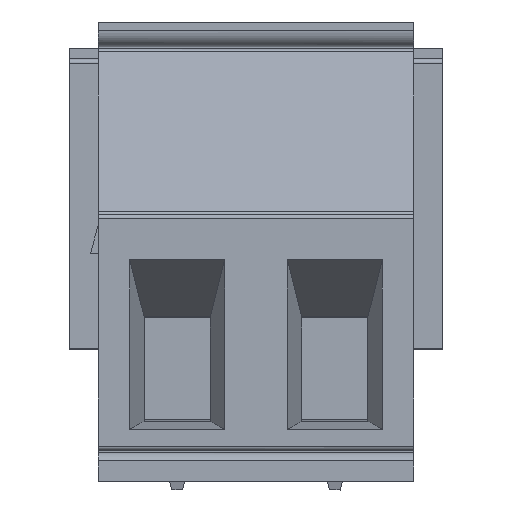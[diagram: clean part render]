
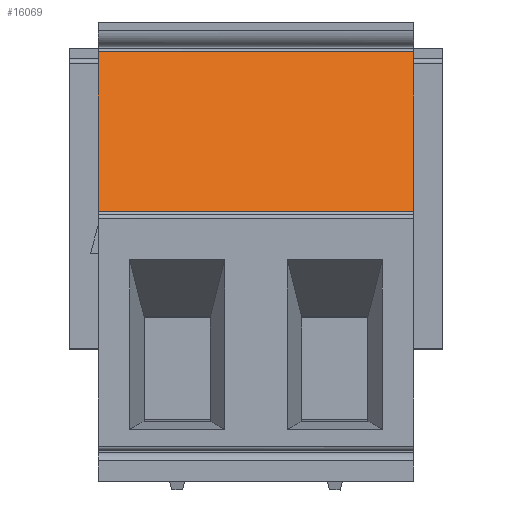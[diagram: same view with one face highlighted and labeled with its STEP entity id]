
A CAD part, top view. The second image highlights one B-rep face of the part: STEP entity #16069.
In plain terms, the highlighted free-form (B-spline) face has degree [1, 1] with [2, 2] control points.
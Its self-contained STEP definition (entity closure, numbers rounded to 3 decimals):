
#15240 = B_SPLINE_SURFACE_WITH_KNOTS('',1,1,(
    (#15241,#15242)
    ,(#15243,#15244
  )),.UNSPECIFIED.,.F.,.F.,.F.,(2,2),(2,2),(-8.95,-1.),(0.,11.1),
  .PIECEWISE_BEZIER_KNOTS.);
#15241 = CARTESIAN_POINT('',(10.909,-4.225,17.187));
#15242 = CARTESIAN_POINT('',(10.909,10.339,17.187));
#15243 = CARTESIAN_POINT('',(10.909,-4.225,6.757));
#15244 = CARTESIAN_POINT('',(10.909,10.339,6.757));
#15438 = VERTEX_POINT('',#15439);
#15439 = CARTESIAN_POINT('',(10.909,9.394,15.051));
#15453 = ( BOUNDED_SURFACE() B_SPLINE_SURFACE(2,1,(
    (#15454,#15455)
    ,(#15456,#15457)
    ,(#15458,#15459
)),.UNSPECIFIED.,.F.,.F.,.F.) B_SPLINE_SURFACE_WITH_KNOTS((3,3),(2,2),(
    1.571,2.839),(0.,7.62),
.PIECEWISE_BEZIER_KNOTS.) GEOMETRIC_REPRESENTATION_ITEM() 
RATIONAL_B_SPLINE_SURFACE((
    (1.,1.)
    ,(0.806,0.806)
,(1.,1.))) REPRESENTATION_ITEM('') SURFACE() );
#15454 = CARTESIAN_POINT('',(0.912,9.486,14.926));
#15455 = CARTESIAN_POINT('',(10.909,9.486,14.926));
#15456 = CARTESIAN_POINT('',(0.912,9.486,15.022));
#15457 = CARTESIAN_POINT('',(10.909,9.486,15.022));
#15458 = CARTESIAN_POINT('',(0.912,9.394,15.051));
#15459 = CARTESIAN_POINT('',(10.909,9.394,15.051));
#15467 = EDGE_CURVE('',#15438,#15468,#15470,.T.);
#15468 = VERTEX_POINT('',#15469);
#15469 = CARTESIAN_POINT('',(10.909,4.33,16.634));
#15470 = SURFACE_CURVE('',#15471,(#15474,#15480),.PCURVE_S1.);
#15471 = B_SPLINE_CURVE_WITH_KNOTS('',1,(#15472,#15473),.UNSPECIFIED.,
  .F.,.F.,(2,2),(0.,4.044),
  .PIECEWISE_BEZIER_KNOTS.);
#15472 = CARTESIAN_POINT('',(10.909,9.394,15.051));
#15473 = CARTESIAN_POINT('',(10.909,4.33,16.634));
#15474 = PCURVE('',#15240,#15475);
#15475 = DEFINITIONAL_REPRESENTATION('',(#15476),#15479);
#15476 = B_SPLINE_CURVE_WITH_KNOTS('',1,(#15477,#15478),.UNSPECIFIED.,
  .F.,.F.,(2,2),(0.,4.044),
  .PIECEWISE_BEZIER_KNOTS.);
#15477 = CARTESIAN_POINT('',(-7.322,10.38));
#15478 = CARTESIAN_POINT('',(-8.528,6.52));
#15479 = ( GEOMETRIC_REPRESENTATION_CONTEXT(2) 
PARAMETRIC_REPRESENTATION_CONTEXT() REPRESENTATION_CONTEXT('2D SPACE',''
  ) );
#15480 = PCURVE('',#15481,#15486);
#15481 = B_SPLINE_SURFACE_WITH_KNOTS('',1,1,(
    (#15482,#15483)
    ,(#15484,#15485
    )),.UNSPECIFIED.,.F.,.F.,.F.,(2,2),(2,2),(-2.022,
    2.022),(0.,7.62),
  .PIECEWISE_BEZIER_KNOTS.);
#15482 = CARTESIAN_POINT('',(0.912,9.394,15.051));
#15483 = CARTESIAN_POINT('',(10.909,9.394,15.051));
#15484 = CARTESIAN_POINT('',(0.912,4.33,16.634));
#15485 = CARTESIAN_POINT('',(10.909,4.33,16.634));
#15486 = DEFINITIONAL_REPRESENTATION('',(#15487),#15490);
#15487 = B_SPLINE_CURVE_WITH_KNOTS('',1,(#15488,#15489),.UNSPECIFIED.,
  .F.,.F.,(2,2),(0.,4.044),
  .PIECEWISE_BEZIER_KNOTS.);
#15488 = CARTESIAN_POINT('',(-2.022,7.62));
#15489 = CARTESIAN_POINT('',(2.022,7.62));
#15490 = ( GEOMETRIC_REPRESENTATION_CONTEXT(2) 
PARAMETRIC_REPRESENTATION_CONTEXT() REPRESENTATION_CONTEXT('2D SPACE',''
  ) );
#15508 = ( BOUNDED_SURFACE() B_SPLINE_SURFACE(2,1,(
    (#15509,#15510)
    ,(#15511,#15512)
    ,(#15513,#15514
)),.UNSPECIFIED.,.F.,.F.,.F.) B_SPLINE_SURFACE_WITH_KNOTS((3,3),(2,2),(
    4.712,5.98),(0.,7.62),
.PIECEWISE_BEZIER_KNOTS.) GEOMETRIC_REPRESENTATION_ITEM() 
RATIONAL_B_SPLINE_SURFACE((
    (1.,1.)
    ,(0.806,0.806)
,(1.,1.))) REPRESENTATION_ITEM('') SURFACE() );
#15509 = CARTESIAN_POINT('',(0.912,4.238,16.759));
#15510 = CARTESIAN_POINT('',(10.909,4.238,16.759));
#15511 = CARTESIAN_POINT('',(0.912,4.238,16.662));
#15512 = CARTESIAN_POINT('',(10.909,4.238,16.662));
#15513 = CARTESIAN_POINT('',(0.912,4.33,16.634));
#15514 = CARTESIAN_POINT('',(10.909,4.33,16.634));
#15772 = B_SPLINE_SURFACE_WITH_KNOTS('',1,1,(
    (#15773,#15774)
    ,(#15775,#15776
    )),.UNSPECIFIED.,.F.,.F.,.F.,(2,2),(2,2),(-7.269,
    0.681),(-5.675,5.425),
  .PIECEWISE_BEZIER_KNOTS.);
#15773 = CARTESIAN_POINT('',(0.912,-4.225,17.187));
#15774 = CARTESIAN_POINT('',(0.912,10.339,17.187));
#15775 = CARTESIAN_POINT('',(0.912,-4.225,6.757));
#15776 = CARTESIAN_POINT('',(0.912,10.339,6.757));
#16069 = ADVANCED_FACE('',(#16070),#15481,.T.);
#16070 = FACE_BOUND('',#16071,.T.);
#16071 = EDGE_LOOP('',(#16072,#16093,#16113,#16132));
#16072 = ORIENTED_EDGE('',*,*,#16073,.T.);
#16073 = EDGE_CURVE('',#15438,#16074,#16076,.T.);
#16074 = VERTEX_POINT('',#16075);
#16075 = CARTESIAN_POINT('',(0.912,9.394,15.051));
#16076 = SURFACE_CURVE('',#16077,(#16080,#16086),.PCURVE_S1.);
#16077 = B_SPLINE_CURVE_WITH_KNOTS('',1,(#16078,#16079),.UNSPECIFIED.,
  .F.,.F.,(2,2),(-7.62,0.),.PIECEWISE_BEZIER_KNOTS.);
#16078 = CARTESIAN_POINT('',(10.909,9.394,15.051));
#16079 = CARTESIAN_POINT('',(0.912,9.394,15.051));
#16080 = PCURVE('',#15481,#16081);
#16081 = DEFINITIONAL_REPRESENTATION('',(#16082),#16085);
#16082 = B_SPLINE_CURVE_WITH_KNOTS('',1,(#16083,#16084),.UNSPECIFIED.,
  .F.,.F.,(2,2),(-7.62,0.),.PIECEWISE_BEZIER_KNOTS.);
#16083 = CARTESIAN_POINT('',(-2.022,7.62));
#16084 = CARTESIAN_POINT('',(-2.022,0.));
#16085 = ( GEOMETRIC_REPRESENTATION_CONTEXT(2) 
PARAMETRIC_REPRESENTATION_CONTEXT() REPRESENTATION_CONTEXT('2D SPACE',''
  ) );
#16086 = PCURVE('',#15453,#16087);
#16087 = DEFINITIONAL_REPRESENTATION('',(#16088),#16092);
#16088 = B_SPLINE_CURVE_WITH_KNOTS('',2,(#16089,#16090,#16091),
  .UNSPECIFIED.,.F.,.F.,(3,3),(-7.62,0.),
  .PIECEWISE_BEZIER_KNOTS.);
#16089 = CARTESIAN_POINT('',(2.839,7.62));
#16090 = CARTESIAN_POINT('',(2.839,3.81));
#16091 = CARTESIAN_POINT('',(2.839,0.));
#16092 = ( GEOMETRIC_REPRESENTATION_CONTEXT(2) 
PARAMETRIC_REPRESENTATION_CONTEXT() REPRESENTATION_CONTEXT('2D SPACE',''
  ) );
#16093 = ORIENTED_EDGE('',*,*,#16094,.T.);
#16094 = EDGE_CURVE('',#16074,#16095,#16097,.T.);
#16095 = VERTEX_POINT('',#16096);
#16096 = CARTESIAN_POINT('',(0.912,4.33,16.634));
#16097 = SURFACE_CURVE('',#16098,(#16101,#16107),.PCURVE_S1.);
#16098 = B_SPLINE_CURVE_WITH_KNOTS('',1,(#16099,#16100),.UNSPECIFIED.,
  .F.,.F.,(2,2),(-2.022,2.022),
  .PIECEWISE_BEZIER_KNOTS.);
#16099 = CARTESIAN_POINT('',(0.912,9.394,15.051));
#16100 = CARTESIAN_POINT('',(0.912,4.33,16.634));
#16101 = PCURVE('',#15481,#16102);
#16102 = DEFINITIONAL_REPRESENTATION('',(#16103),#16106);
#16103 = B_SPLINE_CURVE_WITH_KNOTS('',1,(#16104,#16105),.UNSPECIFIED.,
  .F.,.F.,(2,2),(-2.022,2.022),
  .PIECEWISE_BEZIER_KNOTS.);
#16104 = CARTESIAN_POINT('',(-2.022,0.));
#16105 = CARTESIAN_POINT('',(2.022,0.));
#16106 = ( GEOMETRIC_REPRESENTATION_CONTEXT(2) 
PARAMETRIC_REPRESENTATION_CONTEXT() REPRESENTATION_CONTEXT('2D SPACE',''
  ) );
#16107 = PCURVE('',#15772,#16108);
#16108 = DEFINITIONAL_REPRESENTATION('',(#16109),#16112);
#16109 = B_SPLINE_CURVE_WITH_KNOTS('',1,(#16110,#16111),.UNSPECIFIED.,
  .F.,.F.,(2,2),(-2.022,2.022),
  .PIECEWISE_BEZIER_KNOTS.);
#16110 = CARTESIAN_POINT('',(-5.641,4.704));
#16111 = CARTESIAN_POINT('',(-6.847,0.845));
#16112 = ( GEOMETRIC_REPRESENTATION_CONTEXT(2) 
PARAMETRIC_REPRESENTATION_CONTEXT() REPRESENTATION_CONTEXT('2D SPACE',''
  ) );
#16113 = ORIENTED_EDGE('',*,*,#16114,.T.);
#16114 = EDGE_CURVE('',#16095,#15468,#16115,.T.);
#16115 = SURFACE_CURVE('',#16116,(#16119,#16125),.PCURVE_S1.);
#16116 = B_SPLINE_CURVE_WITH_KNOTS('',1,(#16117,#16118),.UNSPECIFIED.,
  .F.,.F.,(2,2),(0.,7.62),.PIECEWISE_BEZIER_KNOTS.);
#16117 = CARTESIAN_POINT('',(0.912,4.33,16.634));
#16118 = CARTESIAN_POINT('',(10.909,4.33,16.634));
#16119 = PCURVE('',#15481,#16120);
#16120 = DEFINITIONAL_REPRESENTATION('',(#16121),#16124);
#16121 = B_SPLINE_CURVE_WITH_KNOTS('',1,(#16122,#16123),.UNSPECIFIED.,
  .F.,.F.,(2,2),(0.,7.62),.PIECEWISE_BEZIER_KNOTS.);
#16122 = CARTESIAN_POINT('',(2.022,0.));
#16123 = CARTESIAN_POINT('',(2.022,7.62));
#16124 = ( GEOMETRIC_REPRESENTATION_CONTEXT(2) 
PARAMETRIC_REPRESENTATION_CONTEXT() REPRESENTATION_CONTEXT('2D SPACE',''
  ) );
#16125 = PCURVE('',#15508,#16126);
#16126 = DEFINITIONAL_REPRESENTATION('',(#16127),#16131);
#16127 = B_SPLINE_CURVE_WITH_KNOTS('',2,(#16128,#16129,#16130),
  .UNSPECIFIED.,.F.,.F.,(3,3),(0.,7.62),
  .PIECEWISE_BEZIER_KNOTS.);
#16128 = CARTESIAN_POINT('',(5.98,0.));
#16129 = CARTESIAN_POINT('',(5.98,3.81));
#16130 = CARTESIAN_POINT('',(5.98,7.62));
#16131 = ( GEOMETRIC_REPRESENTATION_CONTEXT(2) 
PARAMETRIC_REPRESENTATION_CONTEXT() REPRESENTATION_CONTEXT('2D SPACE',''
  ) );
#16132 = ORIENTED_EDGE('',*,*,#15467,.F.);
